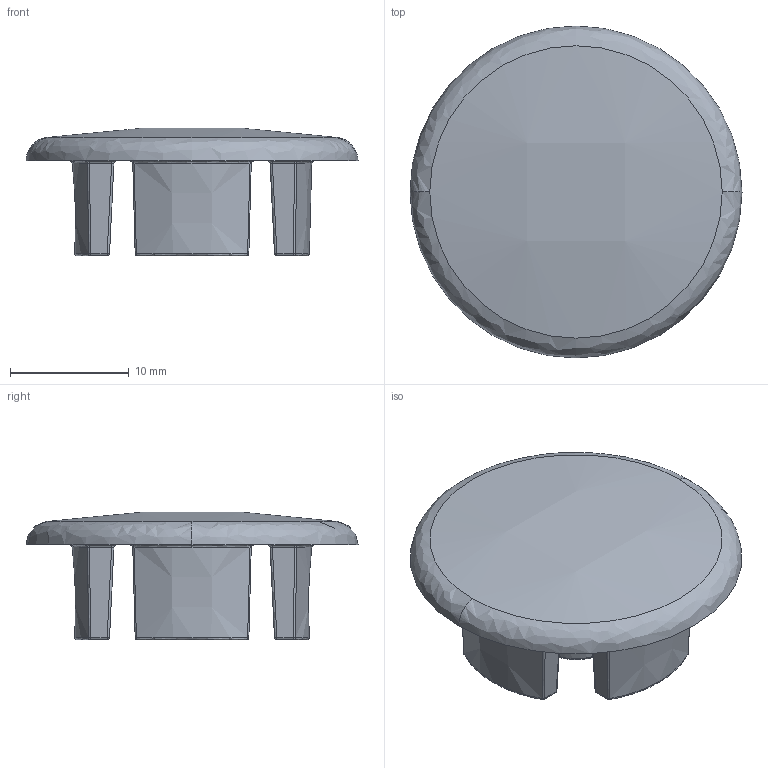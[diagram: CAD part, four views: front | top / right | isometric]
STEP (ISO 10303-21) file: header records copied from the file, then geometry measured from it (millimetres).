
FILE_DESCRIPTION (( 'STEP AP203' ), '1' );
FILE_NAME ('408541195_c_1.STEP', '2022-12-12T13:43:52', ( '' ), ( '' ), 'SwSTEP 2.0', 'SolidWorks 2014', '' );
FILE_SCHEMA (( 'CONFIG_CONTROL_DESIGN' ));
Length unit declared in the file: millimetre
Products named in the file (1): 408541195_c_1
Bounding box: 28 x 28 x 10.77 mm (x, y, z)
Volume: 2140.8 mm3; surface area: 2345.6 mm2
Topology: 1 solids, 1 shells, 169 faces, 379 edges, 200 vertices
Faces by surface type: bspline 113, cylinder 21, plane 19, cone 16
Entity records: 6380 total; most frequent: CARTESIAN_POINT 3362, ORIENTED_EDGE 722, DIRECTION 475, EDGE_CURVE 361, AXIS2_PLACEMENT_3D 205, VERTEX_POINT 200, EDGE_LOOP 175, FACE_OUTER_BOUND 169
